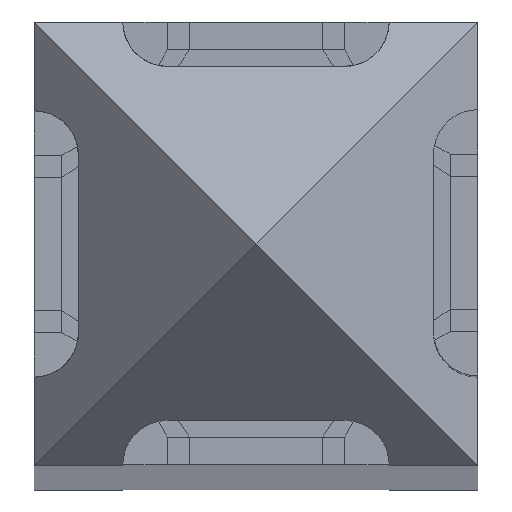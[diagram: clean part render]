
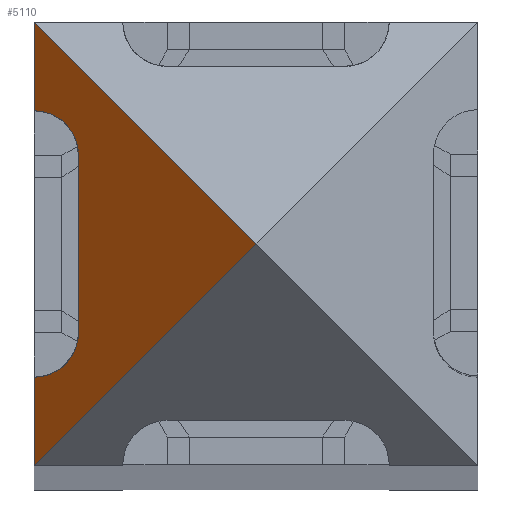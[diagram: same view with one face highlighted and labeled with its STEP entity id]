
A CAD part, top view. The second image highlights one B-rep face of the part: STEP entity #5110.
In plain terms, the highlighted planar face has unit normal (-0.707, 0, 0.707).
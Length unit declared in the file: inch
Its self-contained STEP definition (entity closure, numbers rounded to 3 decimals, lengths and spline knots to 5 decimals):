
#124=PLANE('',#5522);
#435=FACE_OUTER_BOUND('',#772,.T.);
#772=EDGE_LOOP('',(#3705,#3706,#3707,#3708,#3709,#3710,#3711));
#1151=ELLIPSE('',#5500,0.28284,0.2);
#1152=ELLIPSE('',#5502,0.28284,0.2);
#1172=LINE('',#7414,#1820);
#1173=LINE('',#7417,#1821);
#1181=LINE('',#7431,#1829);
#1191=LINE('',#7448,#1839);
#1193=LINE('',#7451,#1841);
#1820=VECTOR('',#5953,0.3937);
#1821=VECTOR('',#5956,0.3937);
#1829=VECTOR('',#5968,0.3937);
#1839=VECTOR('',#5988,0.3937);
#1841=VECTOR('',#5992,0.3937);
#2458=VERTEX_POINT('',#7365);
#2461=VERTEX_POINT('',#7370);
#2462=VERTEX_POINT('',#7374);
#2464=VERTEX_POINT('',#7377);
#2479=VERTEX_POINT('',#7412);
#2480=VERTEX_POINT('',#7416);
#2484=VERTEX_POINT('',#7429);
#2934=EDGE_CURVE('',#2458,#2461,#1151,.T.);
#2936=EDGE_CURVE('',#2464,#2462,#1152,.T.);
#2953=EDGE_CURVE('',#2461,#2479,#1172,.T.);
#2954=EDGE_CURVE('',#2480,#2464,#1173,.T.);
#2962=EDGE_CURVE('',#2479,#2484,#1181,.T.);
#2972=EDGE_CURVE('',#2462,#2458,#1191,.T.);
#2974=EDGE_CURVE('',#2480,#2484,#1193,.T.);
#3705=ORIENTED_EDGE('',*,*,#2934,.T.);
#3706=ORIENTED_EDGE('',*,*,#2953,.T.);
#3707=ORIENTED_EDGE('',*,*,#2962,.T.);
#3708=ORIENTED_EDGE('',*,*,#2974,.F.);
#3709=ORIENTED_EDGE('',*,*,#2954,.T.);
#3710=ORIENTED_EDGE('',*,*,#2936,.T.);
#3711=ORIENTED_EDGE('',*,*,#2972,.T.);
#5110=ADVANCED_FACE('',(#435),#124,.T.);
#5500=AXIS2_PLACEMENT_3D('',#7372,#5915,#5916);
#5502=AXIS2_PLACEMENT_3D('',#7378,#5920,#5921);
#5522=AXIS2_PLACEMENT_3D('',#7450,#5990,#5991);
#5915=DIRECTION('center_axis',(0.707,0.,-0.707));
#5916=DIRECTION('ref_axis',(0.707,0.,0.707));
#5920=DIRECTION('center_axis',(0.707,0.,-0.707));
#5921=DIRECTION('ref_axis',(0.707,0.,0.707));
#5953=DIRECTION('',(0.,-1.,0.));
#5956=DIRECTION('',(0.,-1.,0.));
#5968=DIRECTION('',(0.577,0.577,0.577));
#5988=DIRECTION('',(0.,-1.,0.));
#5990=DIRECTION('center_axis',(-0.707,0.,0.707));
#5991=DIRECTION('ref_axis',(0.707,0.,0.707));
#5992=DIRECTION('',(0.577,-0.577,0.577));
#7365=CARTESIAN_POINT('',(-0.8,-0.4,0.2));
#7370=CARTESIAN_POINT('',(-1.,-0.6,0.));
#7372=CARTESIAN_POINT('Origin',(-1.,-0.4,0.));
#7374=CARTESIAN_POINT('',(-0.8,0.4,0.2));
#7377=CARTESIAN_POINT('',(-1.,0.6,0.));
#7378=CARTESIAN_POINT('Origin',(-1.,0.4,0.));
#7412=CARTESIAN_POINT('',(-1.,-1.,0.));
#7414=CARTESIAN_POINT('',(-1.,1.,0.));
#7416=CARTESIAN_POINT('',(-1.,1.,0.));
#7417=CARTESIAN_POINT('',(-1.,1.,0.));
#7429=CARTESIAN_POINT('',(0.,0.,1.));
#7431=CARTESIAN_POINT('',(-1.,-1.,0.));
#7448=CARTESIAN_POINT('',(-0.8,0.7,0.2));
#7450=CARTESIAN_POINT('Origin',(-1.,1.,0.));
#7451=CARTESIAN_POINT('',(-1.,1.,0.));
